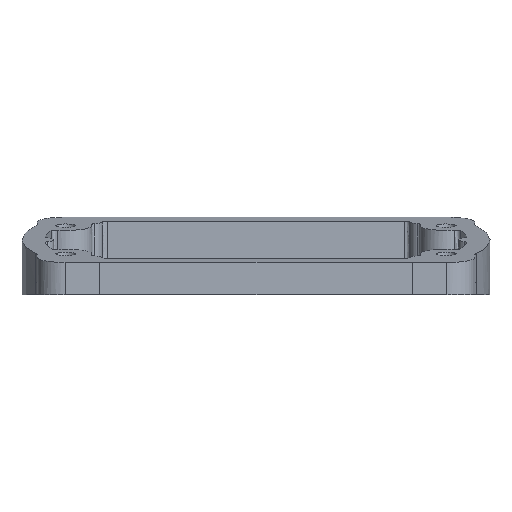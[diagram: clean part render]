
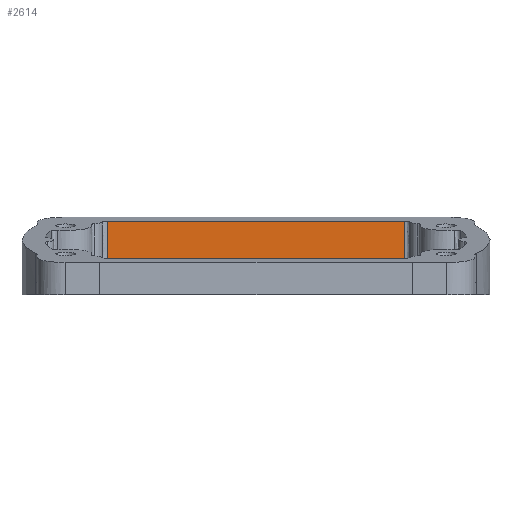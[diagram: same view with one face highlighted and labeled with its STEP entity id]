
A CAD part, front view. The second image highlights one B-rep face of the part: STEP entity #2614.
In plain terms, the highlighted planar face has unit normal (0, -1, 0).
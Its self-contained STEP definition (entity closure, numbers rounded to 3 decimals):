
#14 = VERTEX_POINT ( 'NONE', #2589 ) ;
#51 = VERTEX_POINT ( 'NONE', #112 ) ;
#112 = CARTESIAN_POINT ( 'NONE',  ( -37.216, 26.372, 3. ) ) ;
#255 = CARTESIAN_POINT ( 'NONE',  ( -37.216, 26.372, 30. ) ) ;
#329 = ORIENTED_EDGE ( 'NONE', *, *, #1154, .F. ) ;
#547 = LINE ( 'NONE', #2511, #676 ) ;
#676 = VECTOR ( 'NONE', #824, 1000. ) ;
#763 = LINE ( 'NONE', #1939, #2796 ) ;
#824 = DIRECTION ( 'NONE',  ( 1., 0., 0. ) ) ;
#884 = AXIS2_PLACEMENT_3D ( 'NONE', #255, #1091, #2165 ) ;
#904 = CARTESIAN_POINT ( 'NONE',  ( 37.216, 26.372, 3. ) ) ;
#1091 = DIRECTION ( 'NONE',  ( 0., -1., 0. ) ) ;
#1154 = EDGE_CURVE ( 'NONE', #3346, #14, #547, .T. ) ;
#1210 = LINE ( 'NONE', #1412, #3438 ) ;
#1306 = ORIENTED_EDGE ( 'NONE', *, *, #2817, .T. ) ;
#1412 = CARTESIAN_POINT ( 'NONE',  ( 37.216, 26.372, 30. ) ) ;
#1570 = VERTEX_POINT ( 'NONE', #904 ) ;
#1851 = EDGE_CURVE ( 'NONE', #14, #1570, #1210, .T. ) ;
#1893 = CARTESIAN_POINT ( 'NONE',  ( -37.216, 26.372, 18.361 ) ) ;
#1930 = DIRECTION ( 'NONE',  ( 0., 0., -1. ) ) ;
#1939 = CARTESIAN_POINT ( 'NONE',  ( -37.216, 26.372, 30. ) ) ;
#1975 = VECTOR ( 'NONE', #3373, 1000. ) ;
#2165 = DIRECTION ( 'NONE',  ( 1., 0., 0. ) ) ;
#2249 = EDGE_CURVE ( 'NONE', #3346, #51, #763, .T. ) ;
#2381 = ORIENTED_EDGE ( 'NONE', *, *, #2249, .T. ) ;
#2469 = EDGE_LOOP ( 'NONE', ( #2381, #1306, #2557, #329 ) ) ;
#2511 = CARTESIAN_POINT ( 'NONE',  ( -37.216, 26.372, 18.361 ) ) ;
#2557 = ORIENTED_EDGE ( 'NONE', *, *, #1851, .F. ) ;
#2589 = CARTESIAN_POINT ( 'NONE',  ( 37.216, 26.372, 18.361 ) ) ;
#2614 = ADVANCED_FACE ( 'NONE', ( #2838 ), #3277, .T. ) ;
#2796 = VECTOR ( 'NONE', #1930, 1000. ) ;
#2817 = EDGE_CURVE ( 'NONE', #51, #1570, #3222, .T. ) ;
#2838 = FACE_OUTER_BOUND ( 'NONE', #2469, .T. ) ;
#2867 = CARTESIAN_POINT ( 'NONE',  ( -52.632, 26.372, 3. ) ) ;
#3222 = LINE ( 'NONE', #2867, #1975 ) ;
#3277 = PLANE ( 'NONE',  #884 ) ;
#3342 = DIRECTION ( 'NONE',  ( 0., 0., -1. ) ) ;
#3346 = VERTEX_POINT ( 'NONE', #1893 ) ;
#3373 = DIRECTION ( 'NONE',  ( 1., 0., 0. ) ) ;
#3438 = VECTOR ( 'NONE', #3342, 1000. ) ;
